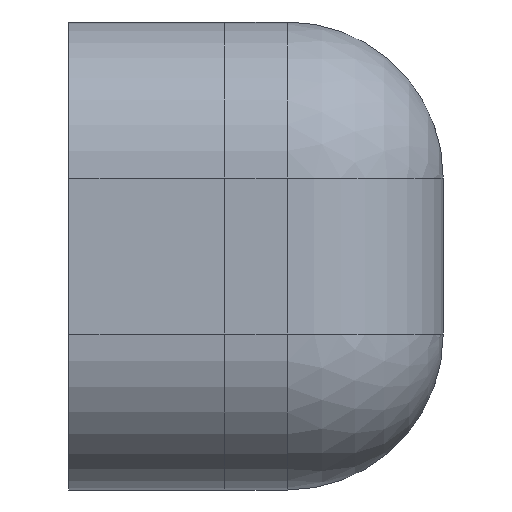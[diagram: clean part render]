
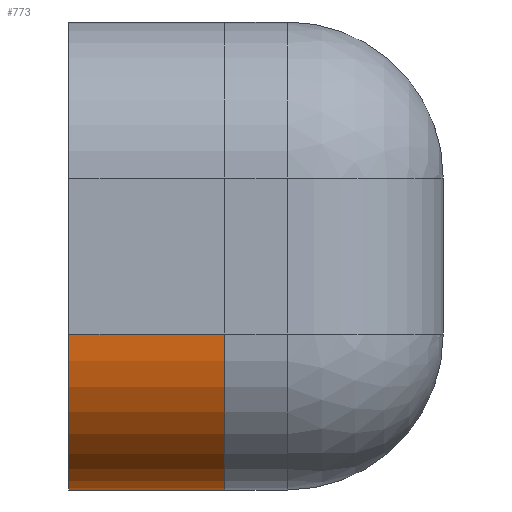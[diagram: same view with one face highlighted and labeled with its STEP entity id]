
A CAD part, left-side view. The second image highlights one B-rep face of the part: STEP entity #773.
In plain terms, the highlighted cylindrical face has radius 5 mm (diameter 10 mm), a partial arc.
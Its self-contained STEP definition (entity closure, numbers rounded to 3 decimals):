
#2 = VERTEX_POINT ( 'NONE', #578 ) ;
#26 = ORIENTED_EDGE ( 'NONE', *, *, #984, .F. ) ;
#33 = DIRECTION ( 'NONE',  ( 1., 0., 0. ) ) ;
#77 = EDGE_CURVE ( 'NONE', #1042, #2, #355, .T. ) ;
#86 = CARTESIAN_POINT ( 'NONE',  ( -22.5, 6., 5. ) ) ;
#98 = AXIS2_PLACEMENT_3D ( 'NONE', #580, #655, #1006 ) ;
#119 = CIRCLE ( 'NONE', #98, 5. ) ;
#137 = ORIENTED_EDGE ( 'NONE', *, *, #302, .F. ) ;
#141 = CARTESIAN_POINT ( 'NONE',  ( -27.5, 1., 5. ) ) ;
#159 = VERTEX_POINT ( 'NONE', #1036 ) ;
#168 = AXIS2_PLACEMENT_3D ( 'NONE', #86, #237, #565 ) ;
#237 = DIRECTION ( 'NONE',  ( 0., -1., 0. ) ) ;
#287 = DIRECTION ( 'NONE',  ( 0., 1., 0. ) ) ;
#302 = EDGE_CURVE ( 'NONE', #159, #1042, #541, .T. ) ;
#351 = LINE ( 'NONE', #891, #998 ) ;
#355 = CIRCLE ( 'NONE', #752, 5. ) ;
#380 = ORIENTED_EDGE ( 'NONE', *, *, #77, .F. ) ;
#385 = FACE_OUTER_BOUND ( 'NONE', #683, .T. ) ;
#390 = EDGE_CURVE ( 'NONE', #2, #574, #351, .T. ) ;
#504 = CYLINDRICAL_SURFACE ( 'NONE', #168, 5. ) ;
#541 = LINE ( 'NONE', #688, #610 ) ;
#565 = DIRECTION ( 'NONE',  ( 0., 0., -1. ) ) ;
#574 = VERTEX_POINT ( 'NONE', #141 ) ;
#578 = CARTESIAN_POINT ( 'NONE',  ( -27.5, 6., 5. ) ) ;
#580 = CARTESIAN_POINT ( 'NONE',  ( -22.5, 1., 5. ) ) ;
#591 = ORIENTED_EDGE ( 'NONE', *, *, #390, .F. ) ;
#610 = VECTOR ( 'NONE', #287, 1000. ) ;
#655 = DIRECTION ( 'NONE',  ( 0., -1., 0. ) ) ;
#677 = DIRECTION ( 'NONE',  ( 0., 1., 0. ) ) ;
#683 = EDGE_LOOP ( 'NONE', ( #380, #137, #26, #591 ) ) ;
#688 = CARTESIAN_POINT ( 'NONE',  ( -22.5, 0., 0. ) ) ;
#751 = DIRECTION ( 'NONE',  ( 0., -1., 0. ) ) ;
#752 = AXIS2_PLACEMENT_3D ( 'NONE', #768, #677, #33 ) ;
#759 = CARTESIAN_POINT ( 'NONE',  ( -22.5, 6., 0. ) ) ;
#768 = CARTESIAN_POINT ( 'NONE',  ( -22.5, 6., 5. ) ) ;
#773 = ADVANCED_FACE ( 'NONE', ( #385 ), #504, .T. ) ;
#891 = CARTESIAN_POINT ( 'NONE',  ( -27.5, 6., 5. ) ) ;
#984 = EDGE_CURVE ( 'NONE', #574, #159, #119, .T. ) ;
#998 = VECTOR ( 'NONE', #751, 1000. ) ;
#1006 = DIRECTION ( 'NONE',  ( 0., 0., 1. ) ) ;
#1036 = CARTESIAN_POINT ( 'NONE',  ( -22.5, 1., 0. ) ) ;
#1042 = VERTEX_POINT ( 'NONE', #759 ) ;
